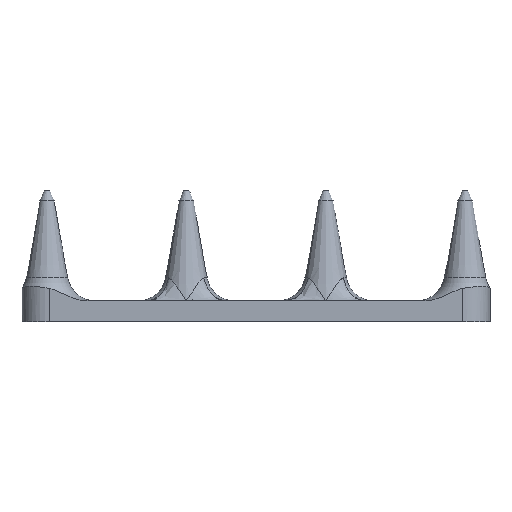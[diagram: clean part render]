
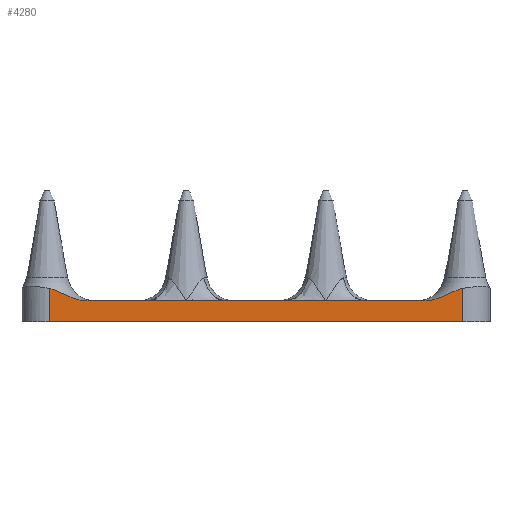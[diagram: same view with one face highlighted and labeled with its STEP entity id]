
A CAD part, left-side view. The second image highlights one B-rep face of the part: STEP entity #4280.
In plain terms, the highlighted planar face has unit normal (-1, 0, 0).
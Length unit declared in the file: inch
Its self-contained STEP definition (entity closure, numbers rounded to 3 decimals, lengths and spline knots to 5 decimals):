
#154=B_SPLINE_CURVE_WITH_KNOTS('',3,(#7262,#7263,#7264,#7265,#7266,#7267,
#7268,#7269,#7270,#7271,#7272,#7273,#7274,#7275,#7276,#7277),
 .UNSPECIFIED.,.F.,.F.,(4,2,2,2,2,2,2,4),(2.92057,3.10591,
3.29124,3.4463,3.53086,3.62495,3.7424,
3.79813),.UNSPECIFIED.);
#155=B_SPLINE_CURVE_WITH_KNOTS('',3,(#7291,#7292,#7293,#7294,#7295,#7296,
#7297,#7298,#7299,#7300,#7301,#7302,#7303,#7304,#7305,#7306),
 .UNSPECIFIED.,.F.,.F.,(4,2,2,2,2,2,2,4),(3.92157,3.9773,
4.09476,4.18884,4.2734,4.42847,4.6138,
4.79914),.UNSPECIFIED.);
#227=PLANE('',#4667);
#376=FACE_OUTER_BOUND('',#624,.T.);
#624=EDGE_LOOP('',(#3171,#3172,#3173,#3174,#3175,#3176,#3177,#3178,#3179,
#3180,#3181,#3182));
#837=LINE('',#6913,#1115);
#897=LINE('',#7259,#1175);
#898=LINE('',#7279,#1176);
#899=LINE('',#7280,#1177);
#900=LINE('',#7282,#1178);
#901=LINE('',#7284,#1179);
#902=LINE('',#7285,#1180);
#903=LINE('',#7287,#1181);
#904=LINE('',#7289,#1182);
#905=LINE('',#7307,#1183);
#1115=VECTOR('',#5341,0.3937);
#1175=VECTOR('',#5521,0.3937);
#1176=VECTOR('',#5524,0.3937);
#1177=VECTOR('',#5525,0.3937);
#1178=VECTOR('',#5526,0.3937);
#1179=VECTOR('',#5527,0.3937);
#1180=VECTOR('',#5528,0.3937);
#1181=VECTOR('',#5529,0.3937);
#1182=VECTOR('',#5530,0.3937);
#1183=VECTOR('',#5531,0.3937);
#1745=VERTEX_POINT('',#6716);
#1754=VERTEX_POINT('',#6762);
#1781=VERTEX_POINT('',#6910);
#1782=VERTEX_POINT('',#6912);
#1896=VERTEX_POINT('',#7246);
#1897=VERTEX_POINT('',#7261);
#1898=VERTEX_POINT('',#7278);
#1899=VERTEX_POINT('',#7281);
#1900=VERTEX_POINT('',#7283);
#1901=VERTEX_POINT('',#7286);
#1902=VERTEX_POINT('',#7288);
#1903=VERTEX_POINT('',#7290);
#2262=EDGE_CURVE('',#1781,#1782,#837,.T.);
#2386=EDGE_CURVE('',#1896,#1781,#897,.T.);
#2387=EDGE_CURVE('',#1897,#1896,#154,.T.);
#2388=EDGE_CURVE('',#1897,#1898,#898,.T.);
#2389=EDGE_CURVE('',#1898,#1745,#899,.T.);
#2390=EDGE_CURVE('',#1745,#1899,#900,.T.);
#2391=EDGE_CURVE('',#1899,#1900,#901,.T.);
#2392=EDGE_CURVE('',#1900,#1754,#902,.T.);
#2393=EDGE_CURVE('',#1754,#1901,#903,.T.);
#2394=EDGE_CURVE('',#1901,#1902,#904,.T.);
#2395=EDGE_CURVE('',#1902,#1903,#155,.F.);
#2396=EDGE_CURVE('',#1782,#1903,#905,.T.);
#3171=ORIENTED_EDGE('',*,*,#2386,.F.);
#3172=ORIENTED_EDGE('',*,*,#2387,.F.);
#3173=ORIENTED_EDGE('',*,*,#2388,.T.);
#3174=ORIENTED_EDGE('',*,*,#2389,.T.);
#3175=ORIENTED_EDGE('',*,*,#2390,.T.);
#3176=ORIENTED_EDGE('',*,*,#2391,.T.);
#3177=ORIENTED_EDGE('',*,*,#2392,.T.);
#3178=ORIENTED_EDGE('',*,*,#2393,.T.);
#3179=ORIENTED_EDGE('',*,*,#2394,.T.);
#3180=ORIENTED_EDGE('',*,*,#2395,.T.);
#3181=ORIENTED_EDGE('',*,*,#2396,.F.);
#3182=ORIENTED_EDGE('',*,*,#2262,.F.);
#4280=ADVANCED_FACE('',(#376),#227,.T.);
#4667=AXIS2_PLACEMENT_3D('',#7260,#5522,#5523);
#5341=DIRECTION('',(0.,1.,0.));
#5521=DIRECTION('',(0.,0.,-1.));
#5522=DIRECTION('center_axis',(-1.,0.,0.));
#5523=DIRECTION('ref_axis',(0.,1.,0.));
#5524=DIRECTION('',(0.,1.,0.));
#5525=DIRECTION('',(0.,1.,0.));
#5526=DIRECTION('',(0.,1.,0.));
#5527=DIRECTION('',(0.,1.,0.));
#5528=DIRECTION('',(0.,1.,0.));
#5529=DIRECTION('',(0.,1.,0.));
#5530=DIRECTION('',(0.,1.,0.));
#5531=DIRECTION('',(0.,0.,1.));
#6716=CARTESIAN_POINT('',(0.41875,-3.15875,-0.0625));
#6762=CARTESIAN_POINT('',(0.41875,-1.90125,-0.0625));
#6910=CARTESIAN_POINT('',(0.41875,-4.39125,-0.2525));
#6912=CARTESIAN_POINT('',(0.41875,-0.66875,-0.2525));
#6913=CARTESIAN_POINT('',(0.41875,-4.64125,-0.2525));
#7246=CARTESIAN_POINT('',(0.41875,-4.39125,0.04939));
#7259=CARTESIAN_POINT('',(0.41875,-4.39125,-0.0625));
#7260=CARTESIAN_POINT('Origin',(0.41875,-0.86875,-0.0625));
#7261=CARTESIAN_POINT('',(0.41875,-4.04422,-0.0625));
#7262=CARTESIAN_POINT('Ctrl Pts',(0.41875,-4.04422,-0.0625));
#7263=CARTESIAN_POINT('Ctrl Pts',(0.41875,-4.06854,-0.0625));
#7264=CARTESIAN_POINT('Ctrl Pts',(0.41875,-4.09503,-0.05972));
#7265=CARTESIAN_POINT('Ctrl Pts',(0.41875,-4.147,-0.04885));
#7266=CARTESIAN_POINT('Ctrl Pts',(0.41875,-4.1725,-0.04081));
#7267=CARTESIAN_POINT('Ctrl Pts',(0.41875,-4.21424,-0.02491));
#7268=CARTESIAN_POINT('Ctrl Pts',(0.41875,-4.23657,-0.01503));
#7269=CARTESIAN_POINT('Ctrl Pts',(0.41875,-4.26498,-0.00154));
#7270=CARTESIAN_POINT('Ctrl Pts',(0.41875,-4.27694,0.00432));
#7271=CARTESIAN_POINT('Ctrl Pts',(0.41875,-4.29799,0.01464));
#7272=CARTESIAN_POINT('Ctrl Pts',(0.41875,-4.31131,0.02113));
#7273=CARTESIAN_POINT('Ctrl Pts',(0.41875,-4.33657,0.03264));
#7274=CARTESIAN_POINT('Ctrl Pts',(0.41875,-4.35221,0.03922));
#7275=CARTESIAN_POINT('Ctrl Pts',(0.41875,-4.37587,0.04627));
#7276=CARTESIAN_POINT('Ctrl Pts',(0.41875,-4.38359,0.04812));
#7277=CARTESIAN_POINT('Ctrl Pts',(0.41875,-4.39125,0.04939));
#7278=CARTESIAN_POINT('',(0.41875,-3.53078,-0.0625));
#7279=CARTESIAN_POINT('',(0.41875,-4.64125,-0.0625));
#7280=CARTESIAN_POINT('',(0.41875,-4.64125,-0.0625));
#7281=CARTESIAN_POINT('',(0.41875,-2.78672,-0.0625));
#7282=CARTESIAN_POINT('',(0.41875,-3.38375,-0.0625));
#7283=CARTESIAN_POINT('',(0.41875,-2.27328,-0.0625));
#7284=CARTESIAN_POINT('',(0.41875,-3.38375,-0.0625));
#7285=CARTESIAN_POINT('',(0.41875,-3.38375,-0.0625));
#7286=CARTESIAN_POINT('',(0.41875,-1.52922,-0.0625));
#7287=CARTESIAN_POINT('',(0.41875,-3.38375,-0.0625));
#7288=CARTESIAN_POINT('',(0.41875,-1.01578,-0.0625));
#7289=CARTESIAN_POINT('',(0.41875,-3.38375,-0.0625));
#7290=CARTESIAN_POINT('',(0.41875,-0.66875,0.04939));
#7291=CARTESIAN_POINT('Ctrl Pts',(0.41875,-0.66875,0.04939));
#7292=CARTESIAN_POINT('Ctrl Pts',(0.41875,-0.67641,0.04812));
#7293=CARTESIAN_POINT('Ctrl Pts',(0.41875,-0.68413,0.04627));
#7294=CARTESIAN_POINT('Ctrl Pts',(0.41875,-0.70779,0.03922));
#7295=CARTESIAN_POINT('Ctrl Pts',(0.41875,-0.72343,0.03264));
#7296=CARTESIAN_POINT('Ctrl Pts',(0.41875,-0.74869,0.02113));
#7297=CARTESIAN_POINT('Ctrl Pts',(0.41875,-0.76201,0.01464));
#7298=CARTESIAN_POINT('Ctrl Pts',(0.41875,-0.78306,0.00432));
#7299=CARTESIAN_POINT('Ctrl Pts',(0.41875,-0.79502,-0.00154));
#7300=CARTESIAN_POINT('Ctrl Pts',(0.41875,-0.82343,-0.01503));
#7301=CARTESIAN_POINT('Ctrl Pts',(0.41875,-0.84576,-0.02491));
#7302=CARTESIAN_POINT('Ctrl Pts',(0.41875,-0.8875,-0.04081));
#7303=CARTESIAN_POINT('Ctrl Pts',(0.41875,-0.913,-0.04885));
#7304=CARTESIAN_POINT('Ctrl Pts',(0.41875,-0.96497,-0.05972));
#7305=CARTESIAN_POINT('Ctrl Pts',(0.41875,-0.99146,-0.0625));
#7306=CARTESIAN_POINT('Ctrl Pts',(0.41875,-1.01578,-0.0625));
#7307=CARTESIAN_POINT('',(0.41875,-0.66875,-0.0625));
